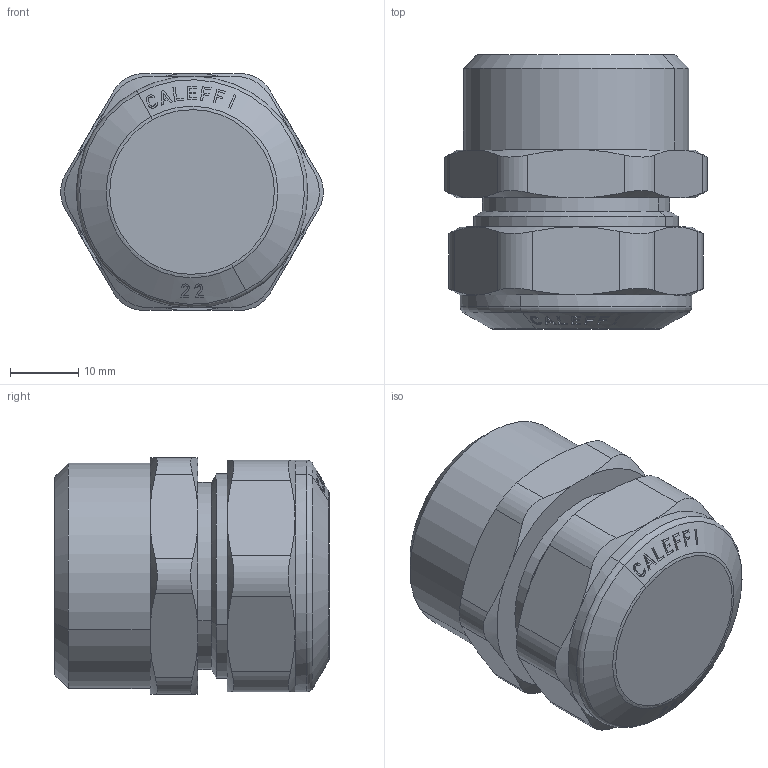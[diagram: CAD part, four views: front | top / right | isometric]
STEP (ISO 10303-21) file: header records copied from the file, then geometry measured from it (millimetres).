
FILE_DESCRIPTION(('CATIA V5 STEP Exchange'),'2;1');
FILE_NAME('STEP_904622_-_TST.stp','2019-12-12T14:57:30+00:00',('none'),('none'),'CATIA Version 5-6 Release 2016 SP4','CATIA V5 STEP AP203','none');
FILE_SCHEMA(('CONFIG_CONTROL_DESIGN'));
Length unit declared in the file: millimetre
Products named in the file (1): 904622 -TST
Bounding box: 38.59 x 40.3 x 34.8 mm (x, y, z)
Volume: 35601.1 mm3; surface area: 6719.2 mm2
Topology: 1 solids, 1 shells, 241 faces, 658 edges, 432 vertices
Faces by surface type: plane 86, extrusion 77, cone 46, cylinder 20, bspline 8, torus 4
Entity records: 8449 total; most frequent: CARTESIAN_POINT 3288, ORIENTED_EDGE 1316, EDGE_CURVE 658, DIRECTION 569, B_SPLINE_CURVE_WITH_KNOTS 463, VERTEX_POINT 432, VECTOR 286, EDGE_LOOP 254
